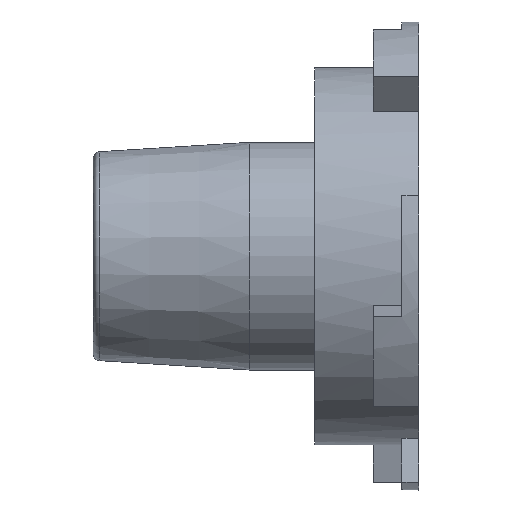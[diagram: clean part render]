
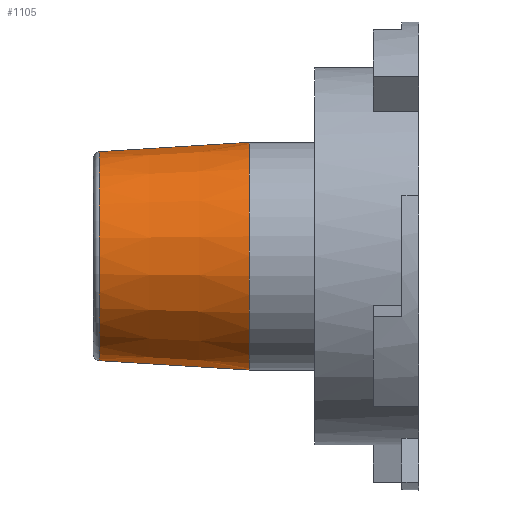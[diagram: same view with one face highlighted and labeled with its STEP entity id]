
A CAD part, front view. The second image highlights one B-rep face of the part: STEP entity #1105.
In plain terms, the highlighted conical face has half-angle 3.576 degrees and reference radius 8.75 mm.
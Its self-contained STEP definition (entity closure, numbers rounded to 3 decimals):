
#55 = ORIENTED_EDGE ( 'NONE', *, *, #548, .T. ) ;
#73 = EDGE_LOOP ( 'NONE', ( #1697, #2019, #55, #1487 ) ) ;
#96 = VERTEX_POINT ( 'NONE', #816 ) ;
#181 = DIRECTION ( 'NONE',  ( 0.998, 0., -0.062 ) ) ;
#459 = LINE ( 'NONE', #1436, #1738 ) ;
#527 = CARTESIAN_POINT ( 'NONE',  ( -3., 0., 8.75 ) ) ;
#533 = CARTESIAN_POINT ( 'NONE',  ( -14.531, 0., 8.029 ) ) ;
#548 = EDGE_CURVE ( 'NONE', #1636, #96, #696, .T. ) ;
#564 = CARTESIAN_POINT ( 'NONE',  ( -14.531, 0., -8.029 ) ) ;
#639 = DIRECTION ( 'NONE',  ( -1., 0., 0. ) ) ;
#655 = AXIS2_PLACEMENT_3D ( 'NONE', #1249, #1408, #2068 ) ;
#696 = LINE ( 'NONE', #1991, #1746 ) ;
#751 = CONICAL_SURFACE ( 'NONE', #655, 8.75, 0.062 ) ;
#758 = DIRECTION ( 'NONE',  ( 0., 0., 1. ) ) ;
#765 = FACE_OUTER_BOUND ( 'NONE', #73, .T. ) ;
#798 = EDGE_CURVE ( 'NONE', #1303, #1636, #1219, .T. ) ;
#816 = CARTESIAN_POINT ( 'NONE',  ( -3., 0., -8.75 ) ) ;
#956 = DIRECTION ( 'NONE',  ( 0., 0., 1. ) ) ;
#982 = AXIS2_PLACEMENT_3D ( 'NONE', #2113, #639, #956 ) ;
#1105 = ADVANCED_FACE ( 'NONE', ( #765 ), #751, .T. ) ;
#1219 = CIRCLE ( 'NONE', #1570, 8.029 ) ;
#1249 = CARTESIAN_POINT ( 'NONE',  ( -3., 0., 0. ) ) ;
#1303 = VERTEX_POINT ( 'NONE', #533 ) ;
#1408 = DIRECTION ( 'NONE',  ( 1., 0., 0. ) ) ;
#1436 = CARTESIAN_POINT ( 'NONE',  ( -3., 0., 8.75 ) ) ;
#1440 = DIRECTION ( 'NONE',  ( 1., 0., 0. ) ) ;
#1487 = ORIENTED_EDGE ( 'NONE', *, *, #1677, .T. ) ;
#1570 = AXIS2_PLACEMENT_3D ( 'NONE', #1758, #1440, #758 ) ;
#1636 = VERTEX_POINT ( 'NONE', #564 ) ;
#1677 = EDGE_CURVE ( 'NONE', #96, #1781, #1775, .T. ) ;
#1697 = ORIENTED_EDGE ( 'NONE', *, *, #1750, .F. ) ;
#1738 = VECTOR ( 'NONE', #1772, 1000. ) ;
#1746 = VECTOR ( 'NONE', #181, 1000. ) ;
#1750 = EDGE_CURVE ( 'NONE', #1303, #1781, #459, .T. ) ;
#1758 = CARTESIAN_POINT ( 'NONE',  ( -14.531, 0., 0. ) ) ;
#1772 = DIRECTION ( 'NONE',  ( 0.998, 0., 0.062 ) ) ;
#1775 = CIRCLE ( 'NONE', #982, 8.75 ) ;
#1781 = VERTEX_POINT ( 'NONE', #527 ) ;
#1991 = CARTESIAN_POINT ( 'NONE',  ( -3., 0., -8.75 ) ) ;
#2019 = ORIENTED_EDGE ( 'NONE', *, *, #798, .T. ) ;
#2068 = DIRECTION ( 'NONE',  ( 0., 0., -1. ) ) ;
#2113 = CARTESIAN_POINT ( 'NONE',  ( -3., 0., 0. ) ) ;
